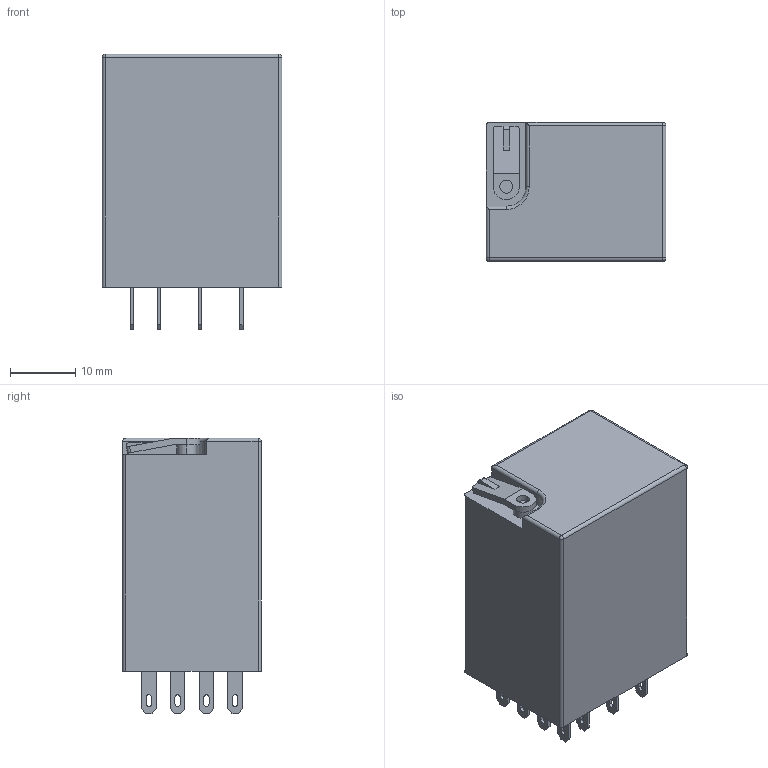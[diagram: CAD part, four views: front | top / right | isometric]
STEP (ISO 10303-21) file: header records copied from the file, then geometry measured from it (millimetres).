
FILE_DESCRIPTION (( 'STEP AP214' ), '1' );
FILE_NAME ('R4.STP.STEP', '2011-05-23T09:56:25', ( '' ), ( '' ), 'SwSTEP 2.0', 'SolidWorks 2005278', '' );
FILE_SCHEMA (( 'AUTOMOTIVE_DESIGN' ));
Length unit declared in the file: millimetre
Products named in the file (1): R4.STP
Bounding box: 27.5 x 21.2 x 42.1 mm (x, y, z)
Volume: 20690.8 mm3; surface area: 5170.2 mm2
Topology: 1 solids, 1 shells, 211 faces, 566 edges, 371 vertices
Faces by surface type: plane 146, cylinder 61, sphere 3, torus 1
Entity records: 6611 total; most frequent: CARTESIAN_POINT 1152, ORIENTED_EDGE 1126, DIRECTION 1104, EDGE_CURVE 563, LINE 442, VECTOR 442, VERTEX_POINT 371, AXIS2_PLACEMENT_3D 331
